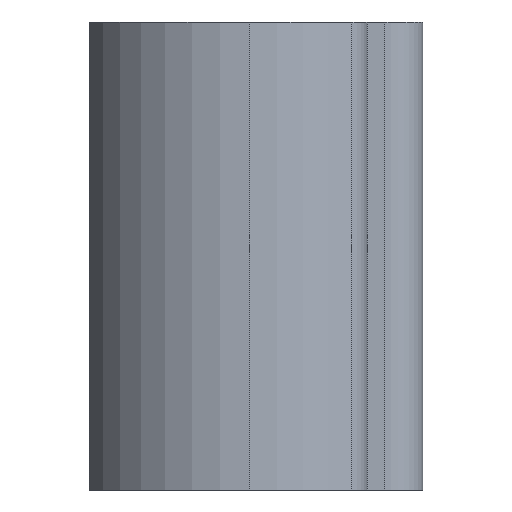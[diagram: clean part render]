
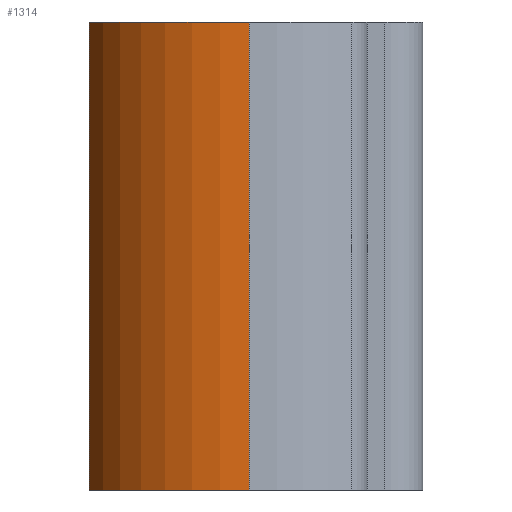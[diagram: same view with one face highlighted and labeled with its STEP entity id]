
A CAD part, left-side view. The second image highlights one B-rep face of the part: STEP entity #1314.
In plain terms, the highlighted cylindrical face has radius 10 mm (diameter 20 mm), a partial arc.
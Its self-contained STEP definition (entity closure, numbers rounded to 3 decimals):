
#42 = CARTESIAN_POINT ( 'NONE',  ( -37.5, 10., 30. ) ) ;
#49 = AXIS2_PLACEMENT_3D ( 'NONE', #1632, #90, #1904 ) ;
#76 = CARTESIAN_POINT ( 'NONE',  ( -37.5, 10., 57. ) ) ;
#90 = DIRECTION ( 'NONE',  ( 0., 0., 1. ) ) ;
#149 = VERTEX_POINT ( 'NONE', #2422 ) ;
#261 = VECTOR ( 'NONE', #3209, 1000. ) ;
#336 = DIRECTION ( 'NONE',  ( 0., 0., -1. ) ) ;
#437 = CARTESIAN_POINT ( 'NONE',  ( -31.3, 19.25, 30. ) ) ;
#590 = CARTESIAN_POINT ( 'NONE',  ( -27.5, 10., 57. ) ) ;
#671 = CARTESIAN_POINT ( 'NONE',  ( -27.5, 10., 57. ) ) ;
#696 = VERTEX_POINT ( 'NONE', #42 ) ;
#739 = VERTEX_POINT ( 'NONE', #76 ) ;
#755 = ORIENTED_EDGE ( 'NONE', *, *, #1791, .F. ) ;
#932 = DIRECTION ( 'NONE',  ( 1., 0., 0. ) ) ;
#1133 = VECTOR ( 'NONE', #1597, 1000. ) ;
#1314 = ADVANCED_FACE ( 'NONE', ( #1432 ), #2038, .T. ) ;
#1345 = DIRECTION ( 'NONE',  ( -1., 0., 0. ) ) ;
#1390 = AXIS2_PLACEMENT_3D ( 'NONE', #671, #2458, #932 ) ;
#1404 = CARTESIAN_POINT ( 'NONE',  ( -31.3, 19.25, 57. ) ) ;
#1432 = FACE_OUTER_BOUND ( 'NONE', #2838, .T. ) ;
#1537 = CIRCLE ( 'NONE', #1390, 10. ) ;
#1597 = DIRECTION ( 'NONE',  ( 0., 0., -1. ) ) ;
#1632 = CARTESIAN_POINT ( 'NONE',  ( -27.5, 10., 30. ) ) ;
#1637 = LINE ( 'NONE', #3130, #1133 ) ;
#1754 = ORIENTED_EDGE ( 'NONE', *, *, #2208, .T. ) ;
#1791 = EDGE_CURVE ( 'NONE', #739, #696, #1637, .T. ) ;
#1798 = AXIS2_PLACEMENT_3D ( 'NONE', #590, #336, #1345 ) ;
#1904 = DIRECTION ( 'NONE',  ( 1., 0., 0. ) ) ;
#2038 = CYLINDRICAL_SURFACE ( 'NONE', #1798, 10. ) ;
#2045 = ORIENTED_EDGE ( 'NONE', *, *, #2098, .T. ) ;
#2063 = CIRCLE ( 'NONE', #49, 10. ) ;
#2098 = EDGE_CURVE ( 'NONE', #149, #2442, #3043, .T. ) ;
#2208 = EDGE_CURVE ( 'NONE', #2442, #696, #2063, .T. ) ;
#2293 = ORIENTED_EDGE ( 'NONE', *, *, #3048, .F. ) ;
#2422 = CARTESIAN_POINT ( 'NONE',  ( -31.3, 19.25, 57. ) ) ;
#2442 = VERTEX_POINT ( 'NONE', #437 ) ;
#2458 = DIRECTION ( 'NONE',  ( 0., 0., 1. ) ) ;
#2838 = EDGE_LOOP ( 'NONE', ( #755, #2293, #2045, #1754 ) ) ;
#3043 = LINE ( 'NONE', #1404, #261 ) ;
#3048 = EDGE_CURVE ( 'NONE', #149, #739, #1537, .T. ) ;
#3130 = CARTESIAN_POINT ( 'NONE',  ( -37.5, 10., 57. ) ) ;
#3209 = DIRECTION ( 'NONE',  ( 0., 0., -1. ) ) ;
